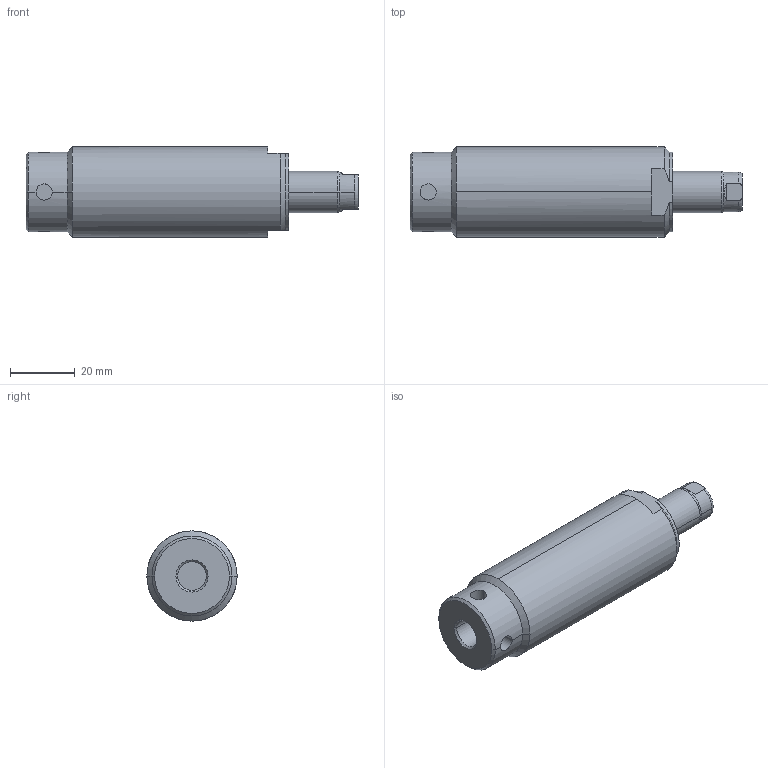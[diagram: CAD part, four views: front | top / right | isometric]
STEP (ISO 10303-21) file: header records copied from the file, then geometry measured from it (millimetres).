
FILE_DESCRIPTION((''),'2;1');
FILE_NAME('ILCM42001013','2020-06-10T',('jweaver'),(''),'PRO/ENGINEER BY PARAMETRIC TECHNOLOGY CORPORATION, 2013320','PRO/ENGINEER BY PARAMETRIC TECHNOLOGY CORPORATION, 2013320','');
FILE_SCHEMA(('AUTOMOTIVE_DESIGN { 1 0 10303 214 1 1 1 1 }'));
Length unit declared in the file: millimetre
Products named in the file (1): ILCM42001013
Bounding box: 102.41 x 27.84 x 27.84 mm (x, y, z)
Volume: 48508.1 mm3; surface area: 9481.2 mm2
Topology: 1 solids, 1 shells, 54 faces, 126 edges, 77 vertices
Faces by surface type: cylinder 24, plane 16, cone 12, torus 2
Entity records: 2455 total; most frequent: CARTESIAN_POINT 603, DIRECTION 266, ORIENTED_EDGE 248, PRESENTATION_STYLE_ASSIGNMENT 132, STYLED_ITEM 125, CURVE_STYLE 124, EDGE_CURVE 124, COLOUR_RGB 107
